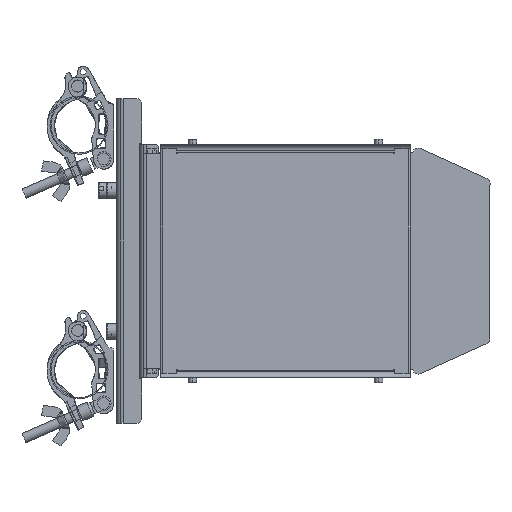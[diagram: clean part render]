
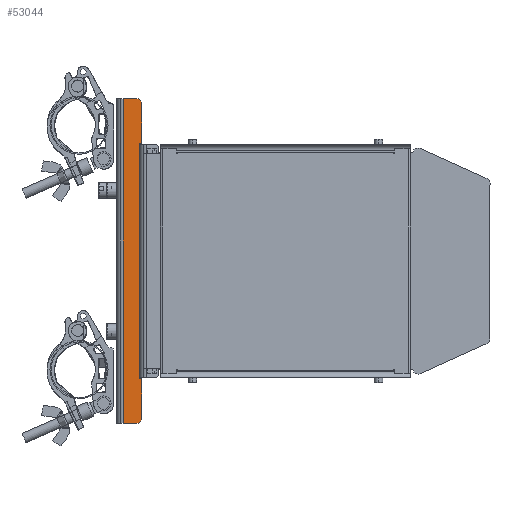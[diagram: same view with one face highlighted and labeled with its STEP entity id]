
A CAD part, left-side view. The second image highlights one B-rep face of the part: STEP entity #53044.
In plain terms, the highlighted planar face has unit normal (-1, 0, 0).
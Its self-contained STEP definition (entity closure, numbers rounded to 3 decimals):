
#1201 = CARTESIAN_POINT ( 'NONE',  ( -183.704, -363.671, -475.689 ) ) ;
#1537 = DIRECTION ( 'NONE',  ( -1., 0., 0. ) ) ;
#2186 = EDGE_CURVE ( 'NONE', #35015, #61469, #24290, .T. ) ;
#2925 = AXIS2_PLACEMENT_3D ( 'NONE', #26015, #35735, #21411 ) ;
#3150 = LINE ( 'NONE', #48944, #28188 ) ;
#3236 = VERTEX_POINT ( 'NONE', #24645 ) ;
#4289 = CARTESIAN_POINT ( 'NONE',  ( -183.704, -363.671, -474.689 ) ) ;
#4680 = ORIENTED_EDGE ( 'NONE', *, *, #24171, .T. ) ;
#5286 = CARTESIAN_POINT ( 'NONE',  ( -183.704, -362.671, -242.689 ) ) ;
#6392 = ORIENTED_EDGE ( 'NONE', *, *, #2186, .T. ) ;
#6812 = CARTESIAN_POINT ( 'NONE',  ( -183.704, -363.671, -241.689 ) ) ;
#8181 = CARTESIAN_POINT ( 'NONE',  ( -183.704, -362.671, -475.689 ) ) ;
#8889 = ORIENTED_EDGE ( 'NONE', *, *, #28994, .T. ) ;
#9414 = VECTOR ( 'NONE', #39120, 1000. ) ;
#10832 = VERTEX_POINT ( 'NONE', #1201 ) ;
#11945 = CIRCLE ( 'NONE', #41063, 1. ) ;
#12515 = CIRCLE ( 'NONE', #62190, 5. ) ;
#13163 = DIRECTION ( 'NONE',  ( -1., 0., 0. ) ) ;
#13357 = VERTEX_POINT ( 'NONE', #47433 ) ;
#15964 = CARTESIAN_POINT ( 'NONE',  ( -183.704, -362.671, -474.689 ) ) ;
#16533 = DIRECTION ( 'NONE',  ( 0., 0., -1. ) ) ;
#17709 = VERTEX_POINT ( 'NONE', #63501 ) ;
#18041 = CARTESIAN_POINT ( 'NONE',  ( -183.704, -363.671, -518.689 ) ) ;
#18085 = DIRECTION ( 'NONE',  ( 0., 0., 1. ) ) ;
#18414 = CARTESIAN_POINT ( 'NONE',  ( -183.704, -342.671, -358.689 ) ) ;
#18737 = EDGE_CURVE ( 'NONE', #61469, #10832, #36590, .T. ) ;
#19869 = EDGE_CURVE ( 'NONE', #10832, #26635, #11945, .T. ) ;
#19931 = LINE ( 'NONE', #58870, #33864 ) ;
#20224 = DIRECTION ( 'NONE',  ( 0., -1., 0. ) ) ;
#20753 = DIRECTION ( 'NONE',  ( 0., 1., 0. ) ) ;
#20775 = ORIENTED_EDGE ( 'NONE', *, *, #19869, .T. ) ;
#21411 = DIRECTION ( 'NONE',  ( 0., -1., 0. ) ) ;
#21555 = ORIENTED_EDGE ( 'NONE', *, *, #27741, .T. ) ;
#21820 = DIRECTION ( 'NONE',  ( 0., -1., 0. ) ) ;
#22465 = EDGE_CURVE ( 'NONE', #13357, #56335, #23019, .T. ) ;
#22746 = ORIENTED_EDGE ( 'NONE', *, *, #22828, .T. ) ;
#22828 = EDGE_CURVE ( 'NONE', #56335, #35015, #45491, .T. ) ;
#23019 = LINE ( 'NONE', #41071, #54113 ) ;
#23069 = DIRECTION ( 'NONE',  ( 0., -1., 0. ) ) ;
#24171 = EDGE_CURVE ( 'NONE', #39509, #3236, #12515, .T. ) ;
#24290 = CIRCLE ( 'NONE', #2925, 5. ) ;
#24462 = ORIENTED_EDGE ( 'NONE', *, *, #18737, .T. ) ;
#24645 = CARTESIAN_POINT ( 'NONE',  ( -183.704, -358.671, -198.689 ) ) ;
#24783 = VECTOR ( 'NONE', #20224, 1000. ) ;
#26015 = CARTESIAN_POINT ( 'NONE',  ( -183.704, -358.671, -513.689 ) ) ;
#26635 = VERTEX_POINT ( 'NONE', #15964 ) ;
#26952 = VERTEX_POINT ( 'NONE', #5286 ) ;
#27475 = CARTESIAN_POINT ( 'NONE',  ( -183.704, -358.671, -518.689 ) ) ;
#27623 = ORIENTED_EDGE ( 'NONE', *, *, #63731, .T. ) ;
#27741 = EDGE_CURVE ( 'NONE', #30154, #39509, #3150, .T. ) ;
#28125 = DIRECTION ( 'NONE',  ( -1., 0., 0. ) ) ;
#28188 = VECTOR ( 'NONE', #49152, 1000. ) ;
#28845 = CARTESIAN_POINT ( 'NONE',  ( -183.704, -361.671, -474.689 ) ) ;
#28994 = EDGE_CURVE ( 'NONE', #26952, #30154, #35202, .T. ) ;
#29137 = EDGE_CURVE ( 'NONE', #3236, #13357, #53856, .T. ) ;
#29266 = DIRECTION ( 'NONE',  ( -1., 0., 0. ) ) ;
#30088 = CARTESIAN_POINT ( 'NONE',  ( -183.704, -342.671, -198.689 ) ) ;
#30154 = VERTEX_POINT ( 'NONE', #6812 ) ;
#30605 = CARTESIAN_POINT ( 'NONE',  ( -183.704, -363.671, -203.689 ) ) ;
#33185 = PLANE ( 'NONE',  #60651 ) ;
#33772 = DIRECTION ( 'NONE',  ( 0., -1., 0. ) ) ;
#33864 = VECTOR ( 'NONE', #34052, 1000. ) ;
#34052 = DIRECTION ( 'NONE',  ( 0., 0., 1. ) ) ;
#34971 = VECTOR ( 'NONE', #18085, 1000. ) ;
#35015 = VERTEX_POINT ( 'NONE', #27475 ) ;
#35202 = CIRCLE ( 'NONE', #64429, 1. ) ;
#35735 = DIRECTION ( 'NONE',  ( -1., 0., 0. ) ) ;
#36367 = FACE_OUTER_BOUND ( 'NONE', #41553, .T. ) ;
#36590 = LINE ( 'NONE', #42640, #34971 ) ;
#37477 = LINE ( 'NONE', #4289, #9414 ) ;
#37800 = DIRECTION ( 'NONE',  ( 0., -1., 0. ) ) ;
#39120 = DIRECTION ( 'NONE',  ( 0., 1., 0. ) ) ;
#39509 = VERTEX_POINT ( 'NONE', #30605 ) ;
#40252 = CARTESIAN_POINT ( 'NONE',  ( -183.704, -345.171, -518.689 ) ) ;
#40681 = ORIENTED_EDGE ( 'NONE', *, *, #60241, .T. ) ;
#41063 = AXIS2_PLACEMENT_3D ( 'NONE', #8181, #28125, #37800 ) ;
#41071 = CARTESIAN_POINT ( 'NONE',  ( -183.704, -345.171, -358.689 ) ) ;
#41553 = EDGE_LOOP ( 'NONE', ( #27623, #8889, #21555, #4680, #44538, #53442, #22746, #6392, #24462, #20775, #64252, #40681 ) ) ;
#42640 = CARTESIAN_POINT ( 'NONE',  ( -183.704, -363.671, -518.689 ) ) ;
#44538 = ORIENTED_EDGE ( 'NONE', *, *, #29137, .T. ) ;
#44735 = CARTESIAN_POINT ( 'NONE',  ( -183.704, -361.671, -242.689 ) ) ;
#45478 = CARTESIAN_POINT ( 'NONE',  ( -183.704, -363.671, -513.689 ) ) ;
#45491 = LINE ( 'NONE', #18041, #50938 ) ;
#47150 = VERTEX_POINT ( 'NONE', #28845 ) ;
#47433 = CARTESIAN_POINT ( 'NONE',  ( -183.704, -345.171, -198.689 ) ) ;
#48944 = CARTESIAN_POINT ( 'NONE',  ( -183.704, -363.671, -242.689 ) ) ;
#49152 = DIRECTION ( 'NONE',  ( 0., 0., 1. ) ) ;
#50938 = VECTOR ( 'NONE', #23069, 1000. ) ;
#51606 = CARTESIAN_POINT ( 'NONE',  ( -183.704, -358.671, -203.689 ) ) ;
#53044 = ADVANCED_FACE ( 'NONE', ( #36367 ), #33185, .T. ) ;
#53442 = ORIENTED_EDGE ( 'NONE', *, *, #22465, .T. ) ;
#53856 = LINE ( 'NONE', #30088, #62440 ) ;
#54113 = VECTOR ( 'NONE', #16533, 1000. ) ;
#56335 = VERTEX_POINT ( 'NONE', #40252 ) ;
#56683 = LINE ( 'NONE', #44735, #24783 ) ;
#58870 = CARTESIAN_POINT ( 'NONE',  ( -183.704, -361.671, -474.689 ) ) ;
#59047 = CARTESIAN_POINT ( 'NONE',  ( -183.704, -362.671, -241.689 ) ) ;
#60241 = EDGE_CURVE ( 'NONE', #47150, #17709, #19931, .T. ) ;
#60651 = AXIS2_PLACEMENT_3D ( 'NONE', #18414, #13163, #62815 ) ;
#61469 = VERTEX_POINT ( 'NONE', #45478 ) ;
#62190 = AXIS2_PLACEMENT_3D ( 'NONE', #51606, #1537, #21820 ) ;
#62440 = VECTOR ( 'NONE', #20753, 1000. ) ;
#62815 = DIRECTION ( 'NONE',  ( 0., -1., 0. ) ) ;
#63142 = EDGE_CURVE ( 'NONE', #26635, #47150, #37477, .T. ) ;
#63501 = CARTESIAN_POINT ( 'NONE',  ( -183.704, -361.671, -242.689 ) ) ;
#63731 = EDGE_CURVE ( 'NONE', #17709, #26952, #56683, .T. ) ;
#64252 = ORIENTED_EDGE ( 'NONE', *, *, #63142, .T. ) ;
#64429 = AXIS2_PLACEMENT_3D ( 'NONE', #59047, #29266, #33772 ) ;
